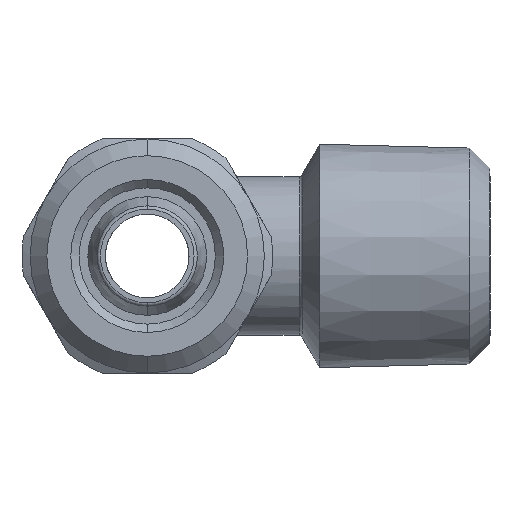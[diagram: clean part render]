
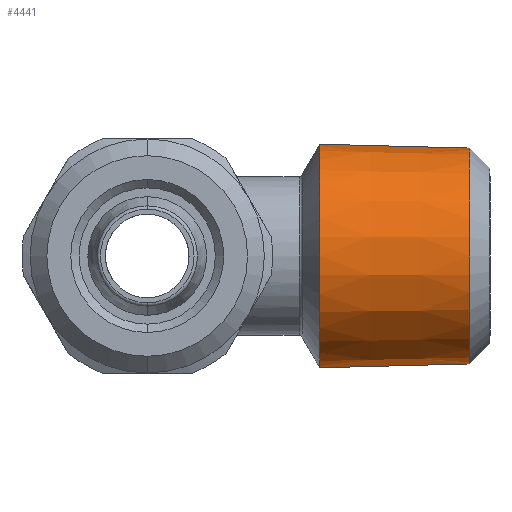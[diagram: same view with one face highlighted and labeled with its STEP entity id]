
A CAD part, left-side view. The second image highlights one B-rep face of the part: STEP entity #4441.
In plain terms, the highlighted conical face has half-angle 1.47 degrees and reference radius 6.707 mm.
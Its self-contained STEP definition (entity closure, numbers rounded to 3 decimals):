
#646 = CARTESIAN_POINT ( 'NONE',  ( 0., -19.3, 0. ) ) ;
#647 = DIRECTION ( 'NONE',  ( 0., -1., 0. ) ) ;
#648 = DIRECTION ( 'NONE',  ( 0., 0., -1. ) ) ;
#1522 = LINE ( 'NONE', #5241, #3789 ) ;
#1523 = LINE ( 'NONE', #5249, #3714 ) ;
#1625 = FACE_OUTER_BOUND ( 'NONE', #2748, .T. ) ;
#2512 = CARTESIAN_POINT ( 'NONE',  ( 0., -9.5, 0. ) ) ;
#2513 = DIRECTION ( 'NONE',  ( 0., 1., 0. ) ) ;
#2514 = DIRECTION ( 'NONE',  ( 0., 0., 1. ) ) ;
#2585 = CARTESIAN_POINT ( 'NONE',  ( 0., -10.319, 0. ) ) ;
#2586 = DIRECTION ( 'NONE',  ( 0., -1., 0. ) ) ;
#2587 = DIRECTION ( 'NONE',  ( 0., 0., 1. ) ) ;
#2748 = EDGE_LOOP ( 'NONE', ( #6261, #5883, #5882, #6262 ) ) ;
#3336 = AXIS2_PLACEMENT_3D ( 'NONE', #646, #647, #648 ) ;
#3344 = CIRCLE ( 'NONE', #3336, 6.455 ) ;
#3676 = AXIS2_PLACEMENT_3D ( 'NONE', #2585, #2586, #2587 ) ;
#3683 = CIRCLE ( 'NONE', #3676, 6.686 ) ;
#3714 = VECTOR ( 'NONE', #5250, 1000. ) ;
#3735 = CONICAL_SURFACE ( 'NONE', #3745, 6.707, 0.026 ) ;
#3745 = AXIS2_PLACEMENT_3D ( 'NONE', #2512, #2513, #2514 ) ;
#3789 = VECTOR ( 'NONE', #5242, 1000. ) ;
#4293 = EDGE_CURVE ( 'NONE', #5723, #5721, #1522, .T. ) ;
#4296 = EDGE_CURVE ( 'NONE', #5722, #5720, #1523, .T. ) ;
#4441 = ADVANCED_FACE ( 'NONE', ( #1625 ), #3735, .T. ) ;
#4469 = EDGE_CURVE ( 'NONE', #5720, #5721, #3683, .T. ) ;
#4712 = EDGE_CURVE ( 'NONE', #5722, #5723, #3344, .T. ) ;
#5141 = CARTESIAN_POINT ( 'NONE',  ( 0., -10.319, 6.686 ) ) ;
#5142 = CARTESIAN_POINT ( 'NONE',  ( 0., -10.319, -6.686 ) ) ;
#5143 = CARTESIAN_POINT ( 'NONE',  ( 0., -19.3, 6.455 ) ) ;
#5144 = CARTESIAN_POINT ( 'NONE',  ( 0., -19.3, -6.455 ) ) ;
#5241 = CARTESIAN_POINT ( 'NONE',  ( 0., -9.5, -6.707 ) ) ;
#5242 = DIRECTION ( 'NONE',  ( 0., 1., -0.026 ) ) ;
#5249 = CARTESIAN_POINT ( 'NONE',  ( 0., -9.5, 6.707 ) ) ;
#5250 = DIRECTION ( 'NONE',  ( 0., 1., 0.026 ) ) ;
#5720 = VERTEX_POINT ( 'NONE', #5141 ) ;
#5721 = VERTEX_POINT ( 'NONE', #5142 ) ;
#5722 = VERTEX_POINT ( 'NONE', #5143 ) ;
#5723 = VERTEX_POINT ( 'NONE', #5144 ) ;
#5882 = ORIENTED_EDGE ( 'NONE', *, *, #4296, .T. ) ;
#5883 = ORIENTED_EDGE ( 'NONE', *, *, #4712, .F. ) ;
#6261 = ORIENTED_EDGE ( 'NONE', *, *, #4293, .F. ) ;
#6262 = ORIENTED_EDGE ( 'NONE', *, *, #4469, .T. ) ;
